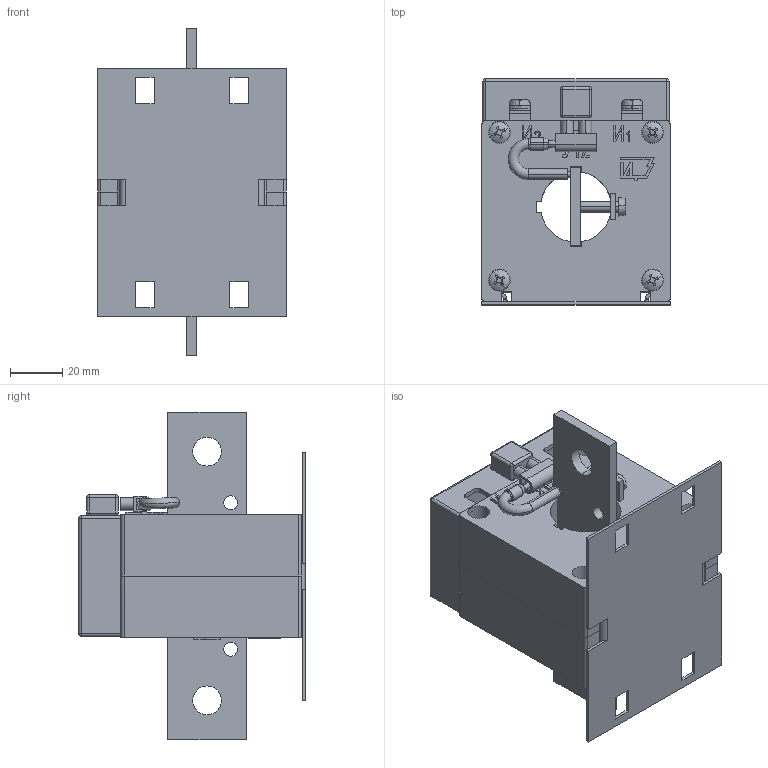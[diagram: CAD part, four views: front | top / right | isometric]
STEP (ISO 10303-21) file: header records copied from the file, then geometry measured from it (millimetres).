
FILE_DESCRIPTION (( 'STEP AP214' ), '1' );
FILE_NAME ('ﾒ-0,66-2ﾏ.STEP', '2023-07-27T09:56:35', ( '' ), ( '' ), 'SwSTEP 2.0', 'SolidWorks 2014', '' );
FILE_SCHEMA (( 'AUTOMOTIVE_DESIGN' ));
Length unit declared in the file: millimetre
Products named in the file (71): Çàæèì âèíòîâîé ÇÂÈ-5 1,5-4ìì2; Êîíòàêòíàÿ ïëàñòèíà^Çàæèì âèíòîâîé ÇÂÈ-5 1,5-4ìì2; ÂÅÈÓ.686171.016 Ïîëóêîðïóñ Ë1 âàð À; ﾘ琺矜 5.65ﾃ.019 ﾃﾎﾑﾒ 6402-70; 妈眚 󉞅 梦岩; Êîðïóñ ïëàñòèêîâûé ÇÂÈ-5^Çàæèì âèíòîâîé ÇÂÈ-5 1,5-4ìì2; ﾂﾅﾈﾓ.757242.106ﾑﾁ_-07(300)01; ﾘ琺矜 5.01.019 ﾃﾎﾑﾒ11371-78; 屡扔.754312.158 亦犭梓赅; 侲膰翴籦鴀 2 DIN 46228; ÂÅÈÓ.754312.152 Òàáëè÷êà ïðåäñòàâèòåëüíàÿ; ïë ÷àñòü íàê ä2; àë ÷àñòü íàê ä2; 妈眚 󊅙6.58.019 梦岩17473-80; Çåðêàëüíî îòðàçèòüÏðîâîä ÏÂ3 2,5 ÃÎÑÒ6323-79_00; ÂÅÈÓ.757249.004 Ïëàñòèíà êîíòàêòíàÿ; 妈眚 󊅠.58.019 梦岩17473-80; Çåðêàëüíî îòðàçèòüèç ïð 2,5 äëÿ êîðï 15-16 âàð 4_-01; ÂÅÈÓ.323293.013 Êðûøêà çàùèòíàÿ; Ãàéêà Ì4.5.019 ÃÎÑÒ5915-70; Çåðêàëüíî îòðàçèòüïð 2,5 äëÿ êîðï 15-16 âàð 4_-01; 屡扔.741131.008 想囗赅; Øóðóï 2-4õ20.019 ÃÎÑÒ 1144-80; ﾂﾅﾈﾓ.685527.009ﾀ ﾘ竟濱-02; ÂÅÈÓ.686171.015 Ïîëóêîðïóñ Ë2 âàð À; Çåðêàëüíî îòðàçèòüïð 2,5 äëÿ êîðï 15-16 âàð 4; 屡扔.711214.003 噪囗弼_-01; 妈眚 󊙅0.58.019 梦岩17473-80; ÂÅÈÓ.741132.004 Çàùèòíàÿ ïëàíêà; Çåðêàëüíî îòðàçèòüèç ïð 2,5 äëÿ êîðï 15-16 âàð 4; ÂÅÈÓ.685412.034 Ìàãíèòîïðîâîä ñ îáìîòêîé_01; ÂÅÈÓ.685527.009À Øèíà; 屡扔.711214.003 噪囗弼; ﾒ-0,66-2ﾏ; Òåðìîïëàâêèé êëåé^ÈÁËÒ.671211.001ÑÁ Òðàíñôîðìàòîð òîêà Ò-0,66 Ò-0,66Ï; ÂÅÈÓ.323293.013 Êðûøêà çàùèòíàÿ_-02; 屡扔.741131.008 想囗赅_-01; ÂÅÈÓ.686171.015 Ïîëóêîðïóñ Ë2 âàð À_-00
Assembly tree (45 placements, depth 4):
  Êîíòàêòíàÿ ïëàñòèíà^Çàæèì âèíòîâîé ÇÂÈ-5 1,5-4ìì2
  ﾘ琺矜 5.65ﾃ.019 ﾃﾎﾑﾒ 6402-70
  ﾘ琺矜 5.65ﾃ.019 ﾃﾎﾑﾒ 6402-70
  Êîðïóñ ïëàñòèêîâûé ÇÂÈ-5^Çàæèì âèíòîâîé ÇÂÈ-5 1,5-4ìì2
  ﾘ琺矜 5.01.019 ﾃﾎﾑﾒ11371-78
Bounding box: 72 x 86.5 x 125 mm (x, y, z)
Volume: 112606.6 mm3; surface area: 109801.9 mm2
Topology: 40 solids, 40 shells, 1194 faces, 3038 edges, 1949 vertices
Faces by surface type: plane 711, cylinder 303, cone 84, torus 43, bspline 29, sphere 24
Entity records: 32303 total; most frequent: CARTESIAN_POINT 7132, DIRECTION 4831, ORIENTED_EDGE 4804, EDGE_CURVE 2402, VECTOR 1637, LINE 1637, AXIS2_PLACEMENT_3D 1597, VERTEX_POINT 1550
